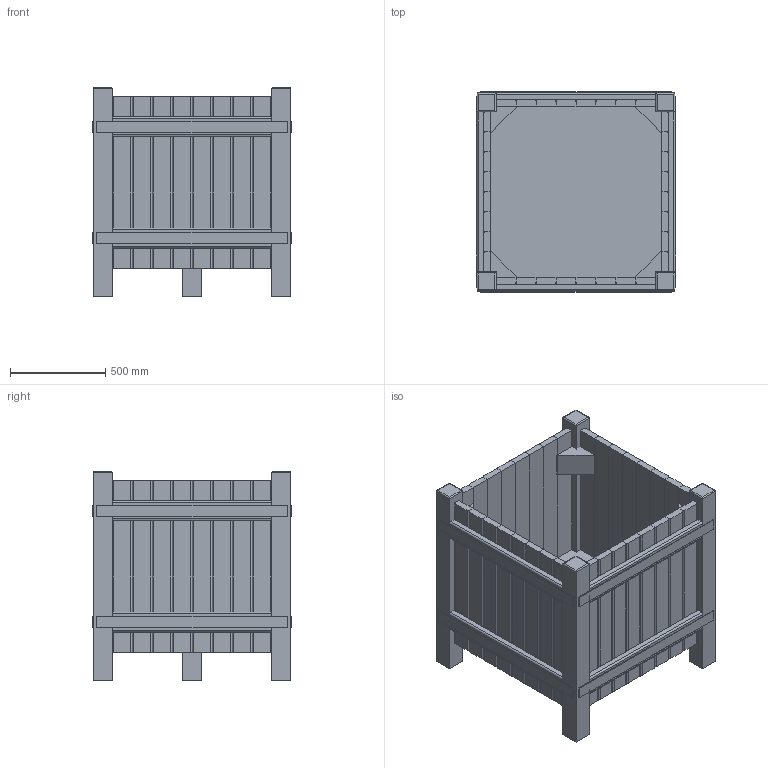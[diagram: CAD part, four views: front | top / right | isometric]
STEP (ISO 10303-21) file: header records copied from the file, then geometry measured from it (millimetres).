
FILE_DESCRIPTION(/* description */ (''),/* implementation_level */ '2;1');
FILE_NAME(/* name */ 'BB Versailles 105x105x110 3D.stp',/* time_stamp */ '2021-11-26T10:57:49+01:00',/* author */ ('vital'),/* organization */ (''),/* preprocessor_version */ 'ST-DEVELOPER v18.1',/* originating_system */ 'Autodesk Inventor 2022',/* authorisation */ '');
FILE_SCHEMA (('AUTOMOTIVE_DESIGN { 1 0 10303 214 3 1 1 }'));
Length unit declared in the file: millimetre
Products named in the file (1): BB Versailles 105x105x110 3D
Bounding box: 1050 x 1050 x 1100 mm (x, y, z)
Volume: 206385455.6 mm3; surface area: 15745917.3 mm2
Topology: 67 solids, 67 shells, 498 faces, 1076 edges, 712 vertices
Faces by surface type: plane 402, cylinder 96
Entity records: 13899 total; most frequent: CARTESIAN_POINT 2287, DIRECTION 2250, ORIENTED_EDGE 2152, EDGE_CURVE 1076, LINE 900, VECTOR 900, VERTEX_POINT 712, AXIS2_PLACEMENT_3D 675
